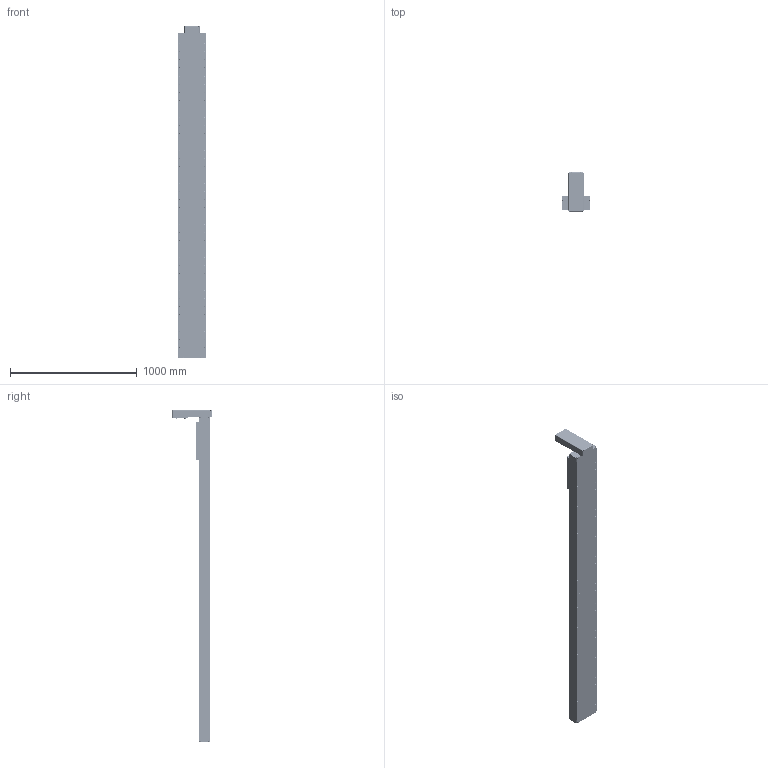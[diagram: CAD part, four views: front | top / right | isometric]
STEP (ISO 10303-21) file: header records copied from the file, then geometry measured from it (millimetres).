
FILE_DESCRIPTION (( 'STEP AP203' ), '1' );
FILE_NAME ('TRS-477115-1.step', '2024-12-18T23:49:15', ( '' ), ( '' ), 'SwSTEP 2.0', 'SolidWorks 2024', '' );
FILE_SCHEMA (( 'CONFIG_CONTROL_DESIGN' ));
Length unit declared in the file: inch
Products named in the file (5): tempJoin0_06049358_TRS-477115-1; TRS-477115-1; Base_TRS-477115-1; tempJoin0_06049366_TRS-477115-1; 06049352_TRS-477115-1_BN01
Assembly tree (4 placements, depth 2):
  TRS-477115-1
    tempJoin0_06049366_TRS-477115-1
    06049352_TRS-477115-1_BN01
    tempJoin0_06049358_TRS-477115-1
    Base_TRS-477115-1
Bounding box: 225 x 312 x 2621.4 mm (x, y, z)
Volume: 23431245.5 mm3; surface area: 5926793.3 mm2
Topology: 16 solids, 243 shells, 5399 faces, 13100 edges, 8507 vertices
Faces by surface type: plane 2784, cylinder 1701, cone 668, bspline 180, torus 46, sphere 20
Full cylindrical faces by diameter (mm): 1.587 x1, 1.588 x1, 2.5 x4, 3.175 x10, 3.242 x15, 3.3 x32, 4 x28, 4.254 x10, 4.3 x2, 4.5 x18, 4.917 x24, 4.93 x16, 5 x114, 5.001 x4, 6 x38, 6.013 x2, 6.35 x2, 6.4 x4, 6.6 x17, 6.701 x19, 6.706 x16, 6.8 x122, 7 x96, 7.01 x10, 7.14 x16, 7.874 x4, 7.9 x8, 8 x45, 8.28 x4, 8.3 x38
Entity records: 157329 total; most frequent: CARTESIAN_POINT 40504, DIRECTION 24517, ORIENTED_EDGE 21124, EDGE_CURVE 10562, AXIS2_PLACEMENT_3D 9475, EDGE_LOOP 7879, VERTEX_POINT 7659, FACE_OUTER_BOUND 6475
